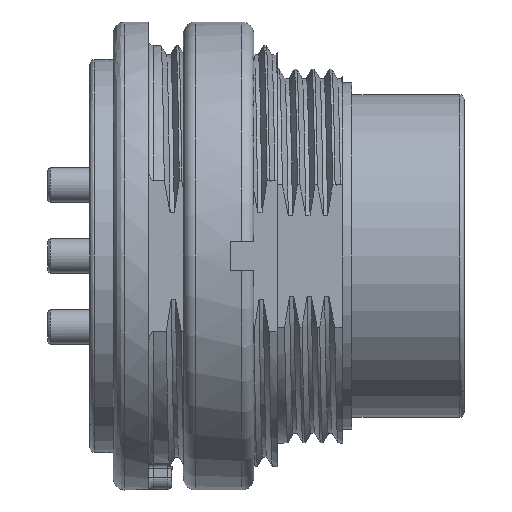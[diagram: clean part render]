
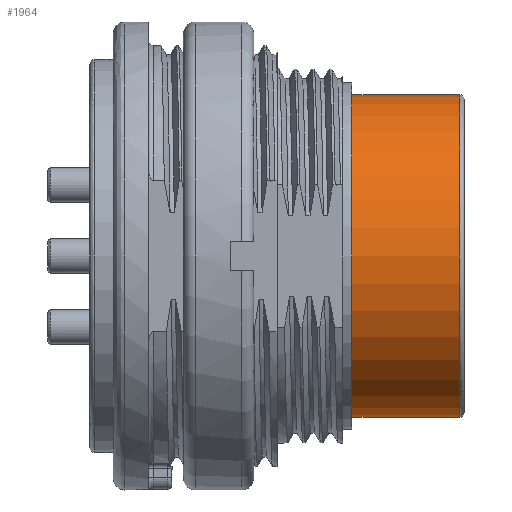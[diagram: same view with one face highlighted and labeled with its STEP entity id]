
A CAD part, front view. The second image highlights one B-rep face of the part: STEP entity #1964.
In plain terms, the highlighted cylindrical face has radius 6.9 mm (diameter 13.8 mm), a full revolution.
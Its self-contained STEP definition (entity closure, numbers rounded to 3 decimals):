
#1328=FACE_BOUND('',#2887,.T.);
#1329=FACE_BOUND('',#2888,.T.);
#1964=ADVANCED_FACE('',(#1328,#1329),#2383,.T.);
#2383=CYLINDRICAL_SURFACE('',#8600,6.9);
#2887=EDGE_LOOP('',(#4935));
#2888=EDGE_LOOP('',(#4936));
#4200=CIRCLE('',#8597,6.9);
#4201=CIRCLE('',#8599,6.9);
#4935=ORIENTED_EDGE('',*,*,#7538,.F.);
#4936=ORIENTED_EDGE('',*,*,#7539,.F.);
#6743=VERTEX_POINT('',#15599);
#6744=VERTEX_POINT('',#15602);
#7538=EDGE_CURVE('',#6743,#6743,#4200,.T.);
#7539=EDGE_CURVE('',#6744,#6744,#4201,.T.);
#8597=AXIS2_PLACEMENT_3D('',#15598,#9482,#9483);
#8599=AXIS2_PLACEMENT_3D('',#15601,#9486,#9487);
#8600=AXIS2_PLACEMENT_3D('',#15603,#9488,#9489);
#9482=DIRECTION('',(-1.,0.,0.));
#9483=DIRECTION('',(0.,1.,0.));
#9486=DIRECTION('',(1.,0.,0.));
#9487=DIRECTION('',(0.,1.,0.));
#9488=DIRECTION('',(-1.,0.,0.));
#9489=DIRECTION('',(0.,1.,0.));
#15598=CARTESIAN_POINT('',(3.6,0.,0.));
#15599=CARTESIAN_POINT('',(3.6,6.9,0.));
#15601=CARTESIAN_POINT('',(8.2,0.,0.));
#15602=CARTESIAN_POINT('',(8.2,6.9,0.));
#15603=CARTESIAN_POINT('',(8.2,0.,0.));
